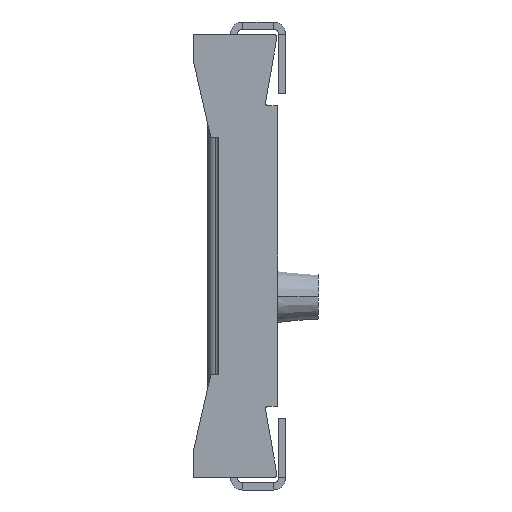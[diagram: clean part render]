
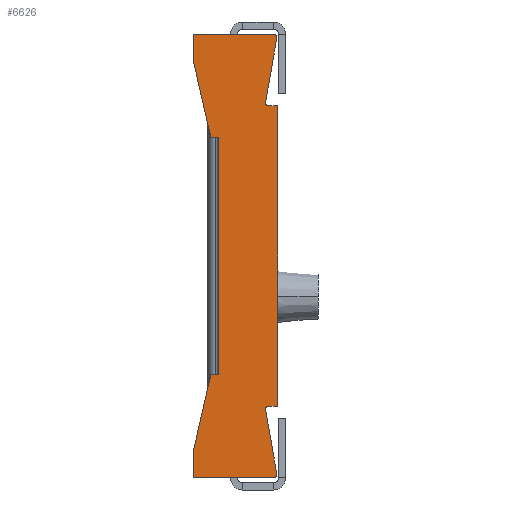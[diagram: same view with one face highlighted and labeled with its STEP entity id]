
A CAD part, left-side view. The second image highlights one B-rep face of the part: STEP entity #6626.
In plain terms, the highlighted planar face has unit normal (-1, 0, 0).
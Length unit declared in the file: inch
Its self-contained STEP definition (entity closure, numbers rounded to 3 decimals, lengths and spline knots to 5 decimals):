
#6=CARTESIAN_POINT('',(-0.492,-0.05442,0.2135));
#7=DIRECTION('',(-1.,0.,0.));
#8=DIRECTION('',(0.,-0.985,-0.174));
#9=AXIS2_PLACEMENT_3D('',#6,#7,#8);
#15=DIRECTION('',(0.,-0.174,0.985));
#16=VECTOR('',#15,0.06393);
#17=CARTESIAN_POINT('',(-0.492,-0.04628,0.15002));
#18=LINE('',#17,#16);
#22=CARTESIAN_POINT('',(-0.492,-0.04923,0.1495));
#23=DIRECTION('',(1.,0.,0.));
#24=DIRECTION('',(0.,0.,-1.));
#25=AXIS2_PLACEMENT_3D('',#22,#23,#24);
#30=DIRECTION('',(0.,1.,0.));
#31=VECTOR('',#30,0.00877);
#32=CARTESIAN_POINT('',(-0.492,-0.058,0.1465));
#33=LINE('',#32,#31);
#37=DIRECTION('',(0.,0.,-1.));
#38=VECTOR('',#37,0.293);
#39=CARTESIAN_POINT('',(-0.492,-0.058,0.1465));
#40=LINE('',#39,#38);
#44=DIRECTION('',(0.,1.,0.));
#45=VECTOR('',#44,0.00877);
#46=CARTESIAN_POINT('',(-0.492,-0.058,-0.1465));
#47=LINE('',#46,#45);
#51=CARTESIAN_POINT('',(-0.492,-0.04923,-0.1495));
#52=DIRECTION('',(1.,0.,0.));
#53=DIRECTION('',(0.,0.985,-0.174));
#54=AXIS2_PLACEMENT_3D('',#51,#52,#53);
#59=DIRECTION('',(0.,0.174,0.985));
#60=VECTOR('',#59,0.06393);
#61=CARTESIAN_POINT('',(-0.492,-0.05738,-0.21298));
#62=LINE('',#61,#60);
#66=CARTESIAN_POINT('',(-0.492,-0.05442,-0.2135));
#67=DIRECTION('',(-1.,0.,0.));
#68=DIRECTION('',(0.,0.,-1.));
#69=AXIS2_PLACEMENT_3D('',#66,#67,#68);
#74=DIRECTION('',(0.,1.,0.));
#75=VECTOR('',#74,0.07842);
#76=CARTESIAN_POINT('',(-0.492,-0.05442,-0.2165));
#77=LINE('',#76,#75);
#81=DIRECTION('',(0.,0.,1.));
#82=VECTOR('',#81,0.027);
#83=CARTESIAN_POINT('',(-0.492,0.024,-0.2165));
#84=LINE('',#83,#82);
#88=DIRECTION('',(0.,-0.225,0.974));
#89=VECTOR('',#88,0.07557);
#90=CARTESIAN_POINT('',(-0.492,0.024,-0.1895));
#91=LINE('',#90,#89);
#95=DIRECTION('',(0.,-1.,0.));
#96=VECTOR('',#95,0.007);
#97=CARTESIAN_POINT('',(-0.492,0.007,-0.11586));
#98=LINE('',#97,#96);
#102=DIRECTION('',(0.,0.,1.));
#103=VECTOR('',#102,0.23173);
#104=CARTESIAN_POINT('',(-0.492,0.,-0.11586));
#105=LINE('',#104,#103);
#109=DIRECTION('',(0.,1.,0.));
#110=VECTOR('',#109,0.007);
#111=CARTESIAN_POINT('',(-0.492,0.,0.11586));
#112=LINE('',#111,#110);
#116=DIRECTION('',(0.,0.225,0.974));
#117=VECTOR('',#116,0.07557);
#118=CARTESIAN_POINT('',(-0.492,0.007,0.11586));
#119=LINE('',#118,#117);
#123=DIRECTION('',(0.,0.,1.));
#124=VECTOR('',#123,0.027);
#125=CARTESIAN_POINT('',(-0.492,0.024,0.1895));
#126=LINE('',#125,#124);
#130=DIRECTION('',(0.,-1.,0.));
#131=VECTOR('',#130,0.07842);
#132=CARTESIAN_POINT('',(-0.492,0.024,0.2165));
#133=LINE('',#132,#131);
#5683=CARTESIAN_POINT('',(-0.492,0.,-0.11586));
#5684=CARTESIAN_POINT('',(-0.492,0.,0.11586));
#5685=VERTEX_POINT('',#5683);
#5686=VERTEX_POINT('',#5684);
#5691=CARTESIAN_POINT('',(-0.492,0.024,0.2165));
#5693=VERTEX_POINT('',#5691);
#5695=CARTESIAN_POINT('',(-0.492,-0.058,0.1465));
#5696=CARTESIAN_POINT('',(-0.492,-0.04923,0.1465));
#5697=VERTEX_POINT('',#5695);
#5698=VERTEX_POINT('',#5696);
#5699=CARTESIAN_POINT('',(-0.492,-0.04628,0.15002));
#5700=VERTEX_POINT('',#5699);
#5707=CARTESIAN_POINT('',(-0.492,-0.058,-0.1465));
#5708=VERTEX_POINT('',#5707);
#5791=CARTESIAN_POINT('',(-0.492,0.024,-0.2165));
#5792=CARTESIAN_POINT('',(-0.492,0.024,-0.1895));
#5793=VERTEX_POINT('',#5791);
#5794=VERTEX_POINT('',#5792);
#5795=CARTESIAN_POINT('',(-0.492,0.007,-0.11586));
#5796=VERTEX_POINT('',#5795);
#5797=CARTESIAN_POINT('',(-0.492,0.007,0.11586));
#5798=VERTEX_POINT('',#5797);
#5799=CARTESIAN_POINT('',(-0.492,0.024,0.1895));
#5800=VERTEX_POINT('',#5799);
#5935=CARTESIAN_POINT('',(-0.492,-0.04628,-0.15002));
#5936=CARTESIAN_POINT('',(-0.492,-0.04923,-0.1465));
#5937=VERTEX_POINT('',#5935);
#5938=VERTEX_POINT('',#5936);
#5947=CARTESIAN_POINT('',(-0.492,-0.05738,0.21298));
#5948=VERTEX_POINT('',#5947);
#5949=CARTESIAN_POINT('',(-0.492,-0.05442,0.2165));
#5950=VERTEX_POINT('',#5949);
#5951=CARTESIAN_POINT('',(-0.492,-0.05442,-0.2165));
#5952=CARTESIAN_POINT('',(-0.492,-0.05738,-0.21298));
#5953=VERTEX_POINT('',#5951);
#5954=VERTEX_POINT('',#5952);
#6583=CARTESIAN_POINT('',(-0.492,0.,0.));
#6584=DIRECTION('',(1.,0.,0.));
#6585=DIRECTION('',(0.,0.,-1.));
#6586=AXIS2_PLACEMENT_3D('',#6583,#6584,#6585);
#6587=PLANE('',#6586);
#6589=ORIENTED_EDGE('',*,*,#6588,.F.);
#6591=ORIENTED_EDGE('',*,*,#6590,.F.);
#6593=ORIENTED_EDGE('',*,*,#6592,.F.);
#6595=ORIENTED_EDGE('',*,*,#6594,.F.);
#6597=ORIENTED_EDGE('',*,*,#6596,.T.);
#6599=ORIENTED_EDGE('',*,*,#6598,.T.);
#6601=ORIENTED_EDGE('',*,*,#6600,.F.);
#6603=ORIENTED_EDGE('',*,*,#6602,.F.);
#6605=ORIENTED_EDGE('',*,*,#6604,.F.);
#6607=ORIENTED_EDGE('',*,*,#6606,.T.);
#6609=ORIENTED_EDGE('',*,*,#6608,.T.);
#6611=ORIENTED_EDGE('',*,*,#6610,.T.);
#6613=ORIENTED_EDGE('',*,*,#6612,.T.);
#6615=ORIENTED_EDGE('',*,*,#6614,.T.);
#6617=ORIENTED_EDGE('',*,*,#6616,.T.);
#6619=ORIENTED_EDGE('',*,*,#6618,.T.);
#6621=ORIENTED_EDGE('',*,*,#6620,.T.);
#6623=ORIENTED_EDGE('',*,*,#6622,.T.);
#6624=EDGE_LOOP('',(#6589,#6591,#6593,#6595,#6597,#6599,#6601,#6603,#6605,#6607,
#6609,#6611,#6613,#6615,#6617,#6619,#6621,#6623));
#6625=FACE_OUTER_BOUND('',#6624,.F.);
#10=CIRCLE('',#9,0.003);
#26=CIRCLE('',#25,0.003);
#55=CIRCLE('',#54,0.003);
#70=CIRCLE('',#69,0.003);
#6588=EDGE_CURVE('',#5948,#5950,#10,.T.);
#6590=EDGE_CURVE('',#5700,#5948,#18,.T.);
#6592=EDGE_CURVE('',#5698,#5700,#26,.T.);
#6594=EDGE_CURVE('',#5697,#5698,#33,.T.);
#6596=EDGE_CURVE('',#5697,#5708,#40,.T.);
#6598=EDGE_CURVE('',#5708,#5938,#47,.T.);
#6600=EDGE_CURVE('',#5937,#5938,#55,.T.);
#6602=EDGE_CURVE('',#5954,#5937,#62,.T.);
#6604=EDGE_CURVE('',#5953,#5954,#70,.T.);
#6606=EDGE_CURVE('',#5953,#5793,#77,.T.);
#6608=EDGE_CURVE('',#5793,#5794,#84,.T.);
#6610=EDGE_CURVE('',#5794,#5796,#91,.T.);
#6612=EDGE_CURVE('',#5796,#5685,#98,.T.);
#6614=EDGE_CURVE('',#5685,#5686,#105,.T.);
#6616=EDGE_CURVE('',#5686,#5798,#112,.T.);
#6618=EDGE_CURVE('',#5798,#5800,#119,.T.);
#6620=EDGE_CURVE('',#5800,#5693,#126,.T.);
#6622=EDGE_CURVE('',#5693,#5950,#133,.T.);
#6626=ADVANCED_FACE('',(#6625),#6587,.F.);
